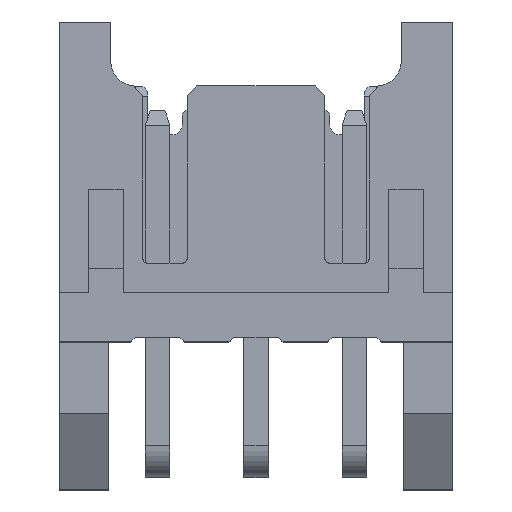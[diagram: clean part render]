
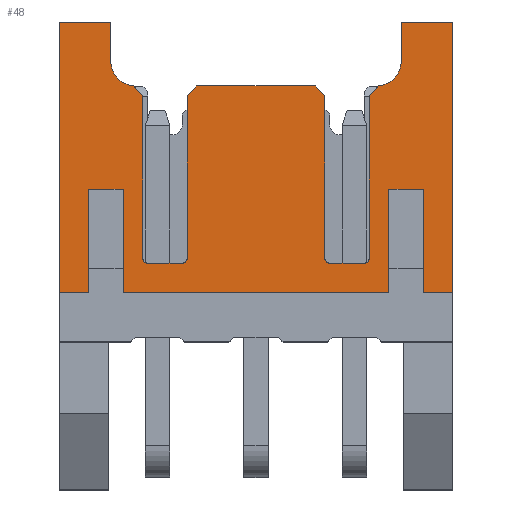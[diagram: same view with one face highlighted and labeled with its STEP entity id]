
A CAD part, top view. The second image highlights one B-rep face of the part: STEP entity #48.
In plain terms, the highlighted planar face has unit normal (0, 0, 1).
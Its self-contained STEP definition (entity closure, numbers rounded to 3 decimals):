
#48=ADVANCED_FACE('',(#349),#350,.T.);
#349=FACE_OUTER_BOUND('',#958,.T.);
#350=PLANE('',#959);
#958=EDGE_LOOP('',(#1577,#1578,#1579,#1580,#1581,#1582,#1583,#1584,#1585,#1586,#1587,#1588,#1589,#1590,#1591,#1592,#1593,#1594,#1595,#1596,#1597,#1598,#1599,#1600,#1601,#1602,#1603,#1604,#1605,#1606,#1607,#1608));
#959=AXIS2_PLACEMENT_3D('',#1609,#1610,#1611);
#1577=ORIENTED_EDGE('',*,*,#4045,.T.);
#1578=ORIENTED_EDGE('',*,*,#4046,.F.);
#1579=ORIENTED_EDGE('',*,*,#4047,.T.);
#1580=ORIENTED_EDGE('',*,*,#4048,.T.);
#1581=ORIENTED_EDGE('',*,*,#4049,.T.);
#1582=ORIENTED_EDGE('',*,*,#4050,.T.);
#1583=ORIENTED_EDGE('',*,*,#4051,.T.);
#1584=ORIENTED_EDGE('',*,*,#4052,.T.);
#1585=ORIENTED_EDGE('',*,*,#4053,.T.);
#1586=ORIENTED_EDGE('',*,*,#4054,.F.);
#1587=ORIENTED_EDGE('',*,*,#4055,.F.);
#1588=ORIENTED_EDGE('',*,*,#4056,.T.);
#1589=ORIENTED_EDGE('',*,*,#4057,.T.);
#1590=ORIENTED_EDGE('',*,*,#4058,.F.);
#1591=ORIENTED_EDGE('',*,*,#4059,.F.);
#1592=ORIENTED_EDGE('',*,*,#4060,.T.);
#1593=ORIENTED_EDGE('',*,*,#4061,.T.);
#1594=ORIENTED_EDGE('',*,*,#4062,.T.);
#1595=ORIENTED_EDGE('',*,*,#4063,.T.);
#1596=ORIENTED_EDGE('',*,*,#4064,.T.);
#1597=ORIENTED_EDGE('',*,*,#4065,.T.);
#1598=ORIENTED_EDGE('',*,*,#4066,.T.);
#1599=ORIENTED_EDGE('',*,*,#4067,.T.);
#1600=ORIENTED_EDGE('',*,*,#4068,.F.);
#1601=ORIENTED_EDGE('',*,*,#4069,.T.);
#1602=ORIENTED_EDGE('',*,*,#4070,.F.);
#1603=ORIENTED_EDGE('',*,*,#4071,.T.);
#1604=ORIENTED_EDGE('',*,*,#4072,.T.);
#1605=ORIENTED_EDGE('',*,*,#4073,.T.);
#1606=ORIENTED_EDGE('',*,*,#4074,.T.);
#1607=ORIENTED_EDGE('',*,*,#4075,.T.);
#1608=ORIENTED_EDGE('',*,*,#4076,.F.);
#1609=CARTESIAN_POINT('',(0.0,0.0,0.0));
#1610=DIRECTION('',(0.0,0.0,1.0));
#1611=DIRECTION('',(1.0,0.0,0.0));
#4045=EDGE_CURVE('',#4843,#4844,#4845,.T.);
#4046=EDGE_CURVE('',#4846,#4844,#4847,.T.);
#4047=EDGE_CURVE('',#4846,#4848,#4849,.T.);
#4048=EDGE_CURVE('',#4848,#4850,#4851,.T.);
#4049=EDGE_CURVE('',#4850,#4852,#4853,.T.);
#4050=EDGE_CURVE('',#4852,#4854,#4855,.T.);
#4051=EDGE_CURVE('',#4854,#4856,#4857,.T.);
#4052=EDGE_CURVE('',#4856,#4858,#4859,.T.);
#4053=EDGE_CURVE('',#4858,#4860,#4861,.T.);
#4054=EDGE_CURVE('',#4862,#4860,#4863,.T.);
#4055=EDGE_CURVE('',#4864,#4862,#4865,.T.);
#4056=EDGE_CURVE('',#4864,#4866,#4867,.T.);
#4057=EDGE_CURVE('',#4866,#4868,#4869,.T.);
#4058=EDGE_CURVE('',#4870,#4868,#4871,.T.);
#4059=EDGE_CURVE('',#4872,#4870,#4873,.T.);
#4060=EDGE_CURVE('',#4872,#4874,#4875,.T.);
#4061=EDGE_CURVE('',#4874,#4876,#4877,.T.);
#4062=EDGE_CURVE('',#4876,#4878,#4879,.T.);
#4063=EDGE_CURVE('',#4878,#4880,#4881,.T.);
#4064=EDGE_CURVE('',#4880,#4882,#4883,.T.);
#4065=EDGE_CURVE('',#4882,#4884,#4885,.T.);
#4066=EDGE_CURVE('',#4884,#4886,#4887,.T.);
#4067=EDGE_CURVE('',#4886,#4888,#4889,.T.);
#4068=EDGE_CURVE('',#4890,#4888,#4891,.T.);
#4069=EDGE_CURVE('',#4890,#4892,#4893,.T.);
#4070=EDGE_CURVE('',#4894,#4892,#4895,.T.);
#4071=EDGE_CURVE('',#4894,#4896,#4897,.T.);
#4072=EDGE_CURVE('',#4896,#4898,#4899,.T.);
#4073=EDGE_CURVE('',#4898,#4900,#4901,.T.);
#4074=EDGE_CURVE('',#4900,#4902,#4903,.T.);
#4075=EDGE_CURVE('',#4902,#4904,#4905,.T.);
#4076=EDGE_CURVE('',#4843,#4904,#4906,.T.);
#4843=VERTEX_POINT('',#6140);
#4844=VERTEX_POINT('',#6141);
#4845=CIRCLE('',#6142,0.1);
#4846=VERTEX_POINT('',#6143);
#4847=LINE('',#6144,#6145);
#4848=VERTEX_POINT('',#6146);
#4849=LINE('',#6147,#6148);
#4850=VERTEX_POINT('',#6149);
#4851=CIRCLE('',#6150,0.5);
#4852=VERTEX_POINT('',#6151);
#4853=LINE('',#6152,#6153);
#4854=VERTEX_POINT('',#6154);
#4855=LINE('',#6155,#6156);
#4856=VERTEX_POINT('',#6157);
#4857=LINE('',#6158,#6159);
#4858=VERTEX_POINT('',#6160);
#4859=LINE('',#6161,#6162);
#4860=VERTEX_POINT('',#6163);
#4861=LINE('',#6164,#6165);
#4862=VERTEX_POINT('',#6166);
#4863=LINE('',#6167,#6168);
#4864=VERTEX_POINT('',#6169);
#4865=LINE('',#6170,#6171);
#4866=VERTEX_POINT('',#6172);
#4867=LINE('',#6173,#6174);
#4868=VERTEX_POINT('',#6175);
#4869=LINE('',#6176,#6177);
#4870=VERTEX_POINT('',#6178);
#4871=LINE('',#6179,#6180);
#4872=VERTEX_POINT('',#6181);
#4873=LINE('',#6182,#6183);
#4874=VERTEX_POINT('',#6184);
#4875=LINE('',#6185,#6186);
#4876=VERTEX_POINT('',#6187);
#4877=LINE('',#6188,#6189);
#4878=VERTEX_POINT('',#6190);
#4879=LINE('',#6191,#6192);
#4880=VERTEX_POINT('',#6193);
#4881=LINE('',#6194,#6195);
#4882=VERTEX_POINT('',#6196);
#4883=CIRCLE('',#6197,0.5);
#4884=VERTEX_POINT('',#6198);
#4885=LINE('',#6199,#6200);
#4886=VERTEX_POINT('',#6201);
#4887=LINE('',#6202,#6203);
#4888=VERTEX_POINT('',#6204);
#4889=CIRCLE('',#6205,0.1);
#4890=VERTEX_POINT('',#6206);
#4891=LINE('',#6207,#6208);
#4892=VERTEX_POINT('',#6209);
#4893=CIRCLE('',#6210,0.1);
#4894=VERTEX_POINT('',#6211);
#4895=LINE('',#6212,#6213);
#4896=VERTEX_POINT('',#6214);
#4897=LINE('',#6215,#6216);
#4898=VERTEX_POINT('',#6217);
#4899=LINE('',#6218,#6219);
#4900=VERTEX_POINT('',#6220);
#4901=LINE('',#6221,#6222);
#4902=VERTEX_POINT('',#6223);
#4903=LINE('',#6224,#6225);
#4904=VERTEX_POINT('',#6226);
#4905=CIRCLE('',#6227,0.1);
#4906=LINE('',#6228,#6229);
#6140=CARTESIAN_POINT('',(-2.2,1.6,0.0));
#6141=CARTESIAN_POINT('',(-2.3,1.7,0.0));
#6142=AXIS2_PLACEMENT_3D('',#8163,#8164,#8165);
#6143=CARTESIAN_POINT('',(-2.3,5.002,0.0));
#6144=CARTESIAN_POINT('',(-2.3,5.002,0.0));
#6145=VECTOR('',#8166,3.302);
#6146=CARTESIAN_POINT('',(-2.486,5.201,0.0));
#6147=CARTESIAN_POINT('',(-2.3,5.002,0.0));
#6148=VECTOR('',#8167,0.273);
#6149=CARTESIAN_POINT('',(-2.95,5.7,0.0));
#6150=AXIS2_PLACEMENT_3D('',#8168,#8169,#8170);
#6151=CARTESIAN_POINT('',(-2.95,6.5,0.0));
#6152=CARTESIAN_POINT('',(-2.95,5.7,0.0));
#6153=VECTOR('',#8171,0.8);
#6154=CARTESIAN_POINT('',(-4.0,6.5,0.0));
#6155=CARTESIAN_POINT('',(-2.95,6.5,0.0));
#6156=VECTOR('',#8172,1.05);
#6157=CARTESIAN_POINT('',(-4.0,1.0,0.0));
#6158=CARTESIAN_POINT('',(-4.0,6.5,0.0));
#6159=VECTOR('',#8173,5.5);
#6160=CARTESIAN_POINT('',(-3.4,1.0,0.0));
#6161=CARTESIAN_POINT('',(-4.0,1.0,0.0));
#6162=VECTOR('',#8174,0.6);
#6163=CARTESIAN_POINT('',(-3.4,3.1,0.0));
#6164=CARTESIAN_POINT('',(-3.4,1.0,0.0));
#6165=VECTOR('',#8175,2.1);
#6166=CARTESIAN_POINT('',(-2.7,3.1,0.0));
#6167=CARTESIAN_POINT('',(-2.7,3.1,0.0));
#6168=VECTOR('',#8176,0.7);
#6169=CARTESIAN_POINT('',(-2.7,1.0,0.0));
#6170=CARTESIAN_POINT('',(-2.7,1.0,0.0));
#6171=VECTOR('',#8177,2.1);
#6172=CARTESIAN_POINT('',(2.7,1.0,0.0));
#6173=CARTESIAN_POINT('',(-2.7,1.0,0.0));
#6174=VECTOR('',#8178,5.4);
#6175=CARTESIAN_POINT('',(2.7,3.1,0.0));
#6176=CARTESIAN_POINT('',(2.7,1.0,0.0));
#6177=VECTOR('',#8179,2.1);
#6178=CARTESIAN_POINT('',(3.4,3.1,0.0));
#6179=CARTESIAN_POINT('',(3.4,3.1,0.0));
#6180=VECTOR('',#8180,0.7);
#6181=CARTESIAN_POINT('',(3.4,1.0,0.0));
#6182=CARTESIAN_POINT('',(3.4,1.0,0.0));
#6183=VECTOR('',#8181,2.1);
#6184=CARTESIAN_POINT('',(4.0,1.0,0.0));
#6185=CARTESIAN_POINT('',(3.4,1.0,0.0));
#6186=VECTOR('',#8182,0.6);
#6187=CARTESIAN_POINT('',(4.0,6.5,0.0));
#6188=CARTESIAN_POINT('',(4.0,1.0,0.0));
#6189=VECTOR('',#8183,5.5);
#6190=CARTESIAN_POINT('',(2.95,6.5,0.0));
#6191=CARTESIAN_POINT('',(4.0,6.5,0.0));
#6192=VECTOR('',#8184,1.05);
#6193=CARTESIAN_POINT('',(2.95,5.7,0.0));
#6194=CARTESIAN_POINT('',(2.95,6.5,0.0));
#6195=VECTOR('',#8185,0.8);
#6196=CARTESIAN_POINT('',(2.486,5.201,0.0));
#6197=AXIS2_PLACEMENT_3D('',#8186,#8187,#8188);
#6198=CARTESIAN_POINT('',(2.3,5.002,0.0));
#6199=CARTESIAN_POINT('',(2.486,5.201,0.0));
#6200=VECTOR('',#8189,0.273);
#6201=CARTESIAN_POINT('',(2.3,1.7,0.0));
#6202=CARTESIAN_POINT('',(2.3,5.002,0.0));
#6203=VECTOR('',#8190,3.302);
#6204=CARTESIAN_POINT('',(2.2,1.6,0.0));
#6205=AXIS2_PLACEMENT_3D('',#8191,#8192,#8193);
#6206=CARTESIAN_POINT('',(1.5,1.6,0.0));
#6207=CARTESIAN_POINT('',(1.5,1.6,0.0));
#6208=VECTOR('',#8194,0.7);
#6209=CARTESIAN_POINT('',(1.4,1.7,0.0));
#6210=AXIS2_PLACEMENT_3D('',#8195,#8196,#8197);
#6211=CARTESIAN_POINT('',(1.4,5.0,0.0));
#6212=CARTESIAN_POINT('',(1.4,5.0,0.0));
#6213=VECTOR('',#8198,3.3);
#6214=CARTESIAN_POINT('',(1.2,5.2,0.0));
#6215=CARTESIAN_POINT('',(1.4,5.0,0.0));
#6216=VECTOR('',#8199,0.283);
#6217=CARTESIAN_POINT('',(-1.2,5.2,0.0));
#6218=CARTESIAN_POINT('',(1.2,5.2,0.0));
#6219=VECTOR('',#8200,2.4);
#6220=CARTESIAN_POINT('',(-1.4,5.0,0.0));
#6221=CARTESIAN_POINT('',(-1.2,5.2,0.0));
#6222=VECTOR('',#8201,0.283);
#6223=CARTESIAN_POINT('',(-1.4,1.7,0.0));
#6224=CARTESIAN_POINT('',(-1.4,5.0,0.0));
#6225=VECTOR('',#8202,3.3);
#6226=CARTESIAN_POINT('',(-1.5,1.6,0.0));
#6227=AXIS2_PLACEMENT_3D('',#8203,#8204,#8205);
#6228=CARTESIAN_POINT('',(-2.2,1.6,0.0));
#6229=VECTOR('',#8206,0.7);
#8163=CARTESIAN_POINT('',(-2.2,1.7,0.0));
#8164=DIRECTION('',(0.0,0.0,-1.0));
#8165=DIRECTION('',(0.0,-1.0,0.0));
#8166=DIRECTION('',(0.0,-1.0,0.0));
#8167=DIRECTION('',(-0.681,0.732,0.0));
#8168=CARTESIAN_POINT('',(-2.45,5.7,0.0));
#8169=DIRECTION('',(-0.0,0.0,-1.0));
#8170=DIRECTION('',(-0.071,-0.997,0.0));
#8171=DIRECTION('',(0.0,1.0,0.0));
#8172=DIRECTION('',(-1.0,0.0,0.0));
#8173=DIRECTION('',(0.0,-1.0,0.0));
#8174=DIRECTION('',(1.0,0.0,0.0));
#8175=DIRECTION('',(0.0,1.0,0.0));
#8176=DIRECTION('',(-1.0,0.0,0.0));
#8177=DIRECTION('',(0.0,1.0,0.0));
#8178=DIRECTION('',(1.0,0.0,0.0));
#8179=DIRECTION('',(0.0,1.0,0.0));
#8180=DIRECTION('',(-1.0,0.0,0.0));
#8181=DIRECTION('',(0.0,1.0,0.0));
#8182=DIRECTION('',(1.0,0.0,0.0));
#8183=DIRECTION('',(0.0,1.0,0.0));
#8184=DIRECTION('',(-1.0,0.0,0.0));
#8185=DIRECTION('',(0.0,-1.0,0.0));
#8186=CARTESIAN_POINT('',(2.45,5.7,0.0));
#8187=DIRECTION('',(0.0,0.0,-1.0));
#8188=DIRECTION('',(1.0,0.0,0.0));
#8189=DIRECTION('',(-0.681,-0.732,0.0));
#8190=DIRECTION('',(0.0,-1.0,0.0));
#8191=CARTESIAN_POINT('',(2.2,1.7,0.0));
#8192=DIRECTION('',(0.0,0.0,-1.0));
#8193=DIRECTION('',(1.0,0.0,0.0));
#8194=DIRECTION('',(1.0,0.0,0.0));
#8195=CARTESIAN_POINT('',(1.5,1.7,0.0));
#8196=DIRECTION('',(0.0,0.0,-1.0));
#8197=DIRECTION('',(0.0,-1.0,0.0));
#8198=DIRECTION('',(0.0,-1.0,0.0));
#8199=DIRECTION('',(-0.707,0.707,0.0));
#8200=DIRECTION('',(-1.0,0.0,0.0));
#8201=DIRECTION('',(-0.707,-0.707,0.0));
#8202=DIRECTION('',(0.0,-1.0,0.0));
#8203=CARTESIAN_POINT('',(-1.5,1.7,0.0));
#8204=DIRECTION('',(0.0,0.0,-1.0));
#8205=DIRECTION('',(1.0,0.0,0.0));
#8206=DIRECTION('',(1.0,0.0,0.0));
